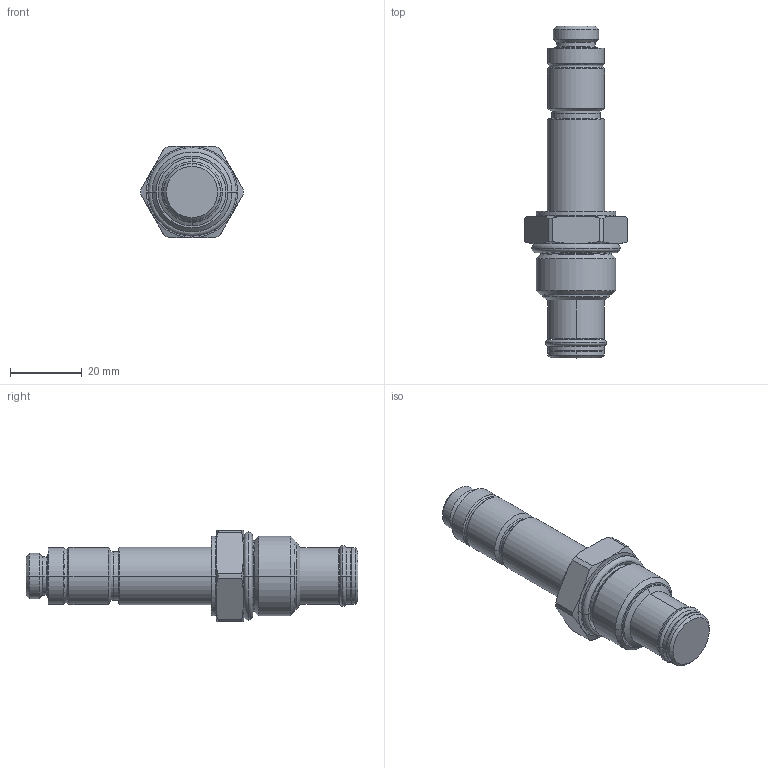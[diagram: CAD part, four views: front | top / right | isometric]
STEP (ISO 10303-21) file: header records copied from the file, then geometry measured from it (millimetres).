
FILE_DESCRIPTION((''),'2;1');
FILE_NAME('5020002_SW0003','2009-03-02T',('JCS'),(''),'PRO/ENGINEER BY PARAMETRIC TECHNOLOGY CORPORATION, 2008010','PRO/ENGINEER BY PARAMETRIC TECHNOLOGY CORPORATION, 2008010','');
FILE_SCHEMA(('CONFIG_CONTROL_DESIGN'));
Length unit declared in the file: inch
Products named in the file (1): 5020002_SW0003
Bounding box: 28.57 x 92.35 x 25.4 mm (x, y, z)
Volume: 23266 mm3; surface area: 7487.9 mm2
Topology: 4 solids, 4 shells, 130 faces, 276 edges, 156 vertices
Faces by surface type: cone 46, cylinder 38, plane 16, revolution 16, torus 14
Entity records: 3840 total; most frequent: CARTESIAN_POINT 976, DIRECTION 632, ORIENTED_EDGE 552, EDGE_CURVE 276, AXIS2_PLACEMENT_3D 266, VERTEX_POINT 156, CIRCLE 152, EDGE_LOOP 138
